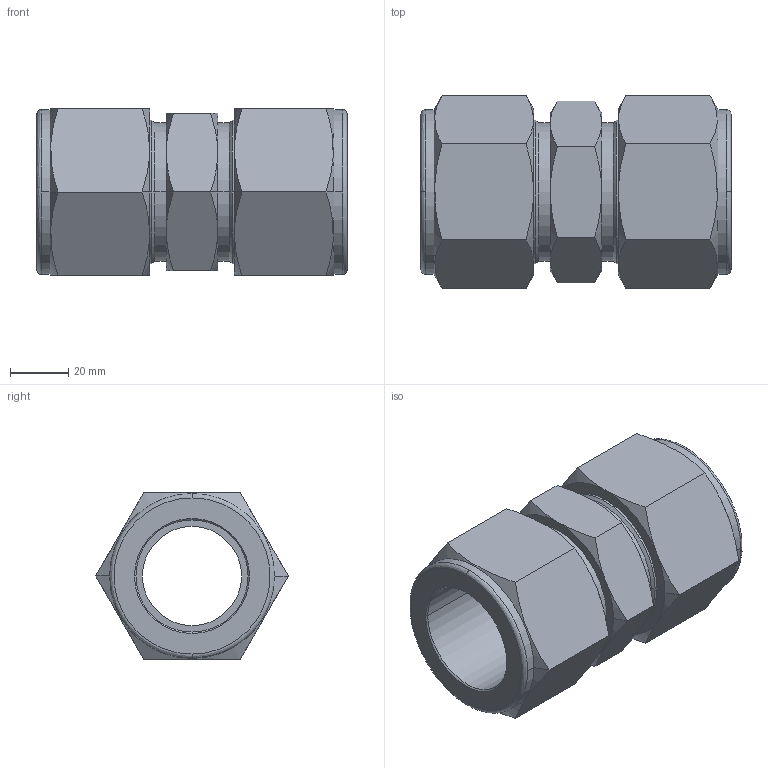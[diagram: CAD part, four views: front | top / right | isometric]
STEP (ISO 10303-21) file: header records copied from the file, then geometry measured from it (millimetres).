
FILE_DESCRIPTION(('STEP AP203'),'1');
FILE_NAME('su-24.stp','2022-11-17T18:37:04',('TraceParts'),('TraceParts S.A.'),'Spatial InterOp 3D',' ',' ');
FILE_SCHEMA(('CONFIG_CONTROL_DESIGN'));
Length unit declared in the file: millimetre
Products named in the file (1): 1
Bounding box: 106.3 x 65.99 x 57.15 mm (x, y, z)
Volume: 157959.9 mm3; surface area: 39059.5 mm2
Topology: 1 solids, 1 shells, 92 faces, 200 edges, 116 vertices
Faces by surface type: cone 44, plane 26, cylinder 18, bspline 4
Entity records: 3282 total; most frequent: CARTESIAN_POINT 1319, ORIENTED_EDGE 400, DIRECTION 394, EDGE_CURVE 200, AXIS2_PLACEMENT_3D 169, VERTEX_POINT 116, EDGE_LOOP 100, ADVANCED_FACE 92
